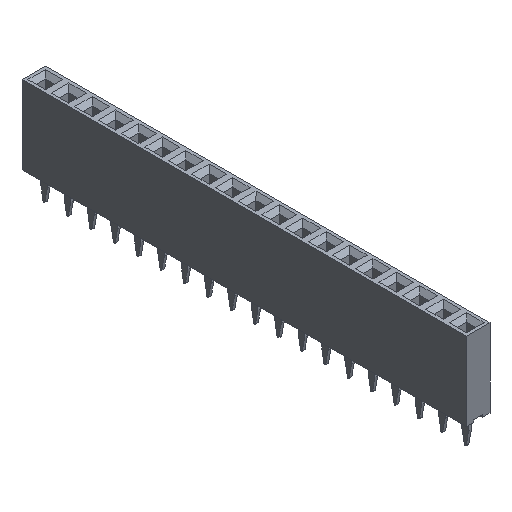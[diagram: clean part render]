
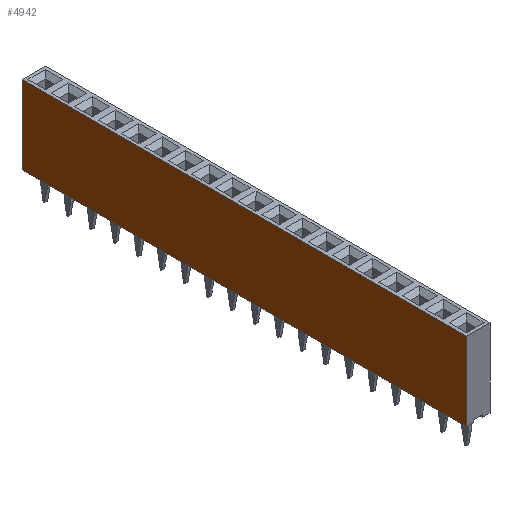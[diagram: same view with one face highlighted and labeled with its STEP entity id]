
A CAD part, isometric view. The second image highlights one B-rep face of the part: STEP entity #4942.
In plain terms, the highlighted planar face has unit normal (-1, 0, 0).
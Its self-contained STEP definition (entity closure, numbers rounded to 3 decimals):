
#4198 = VERTEX_POINT('',#4199);
#4199 = CARTESIAN_POINT('',(-1.27,1.27,8.5));
#4207 = EDGE_CURVE('',#4208,#4198,#4210,.T.);
#4208 = VERTEX_POINT('',#4209);
#4209 = CARTESIAN_POINT('',(-1.27,-46.99,8.5));
#4210 = LINE('',#4211,#4212);
#4211 = CARTESIAN_POINT('',(-1.27,-46.99,8.5));
#4212 = VECTOR('',#4213,1.);
#4213 = DIRECTION('',(0.,1.,0.));
#4884 = VERTEX_POINT('',#4885);
#4885 = CARTESIAN_POINT('',(-1.27,1.27,0.));
#4893 = EDGE_CURVE('',#4884,#4198,#4894,.T.);
#4894 = LINE('',#4895,#4896);
#4895 = CARTESIAN_POINT('',(-1.27,1.27,0.));
#4896 = VECTOR('',#4897,1.);
#4897 = DIRECTION('',(0.,0.,1.));
#4942 = ADVANCED_FACE('',(#4943),#4961,.T.);
#4943 = FACE_BOUND('',#4944,.T.);
#4944 = EDGE_LOOP('',(#4945,#4953,#4954,#4955));
#4945 = ORIENTED_EDGE('',*,*,#4946,.T.);
#4946 = EDGE_CURVE('',#4947,#4208,#4949,.T.);
#4947 = VERTEX_POINT('',#4948);
#4948 = CARTESIAN_POINT('',(-1.27,-46.99,0.));
#4949 = LINE('',#4950,#4951);
#4950 = CARTESIAN_POINT('',(-1.27,-46.99,0.));
#4951 = VECTOR('',#4952,1.);
#4952 = DIRECTION('',(0.,0.,1.));
#4953 = ORIENTED_EDGE('',*,*,#4207,.T.);
#4954 = ORIENTED_EDGE('',*,*,#4893,.F.);
#4955 = ORIENTED_EDGE('',*,*,#4956,.F.);
#4956 = EDGE_CURVE('',#4947,#4884,#4957,.T.);
#4957 = LINE('',#4958,#4959);
#4958 = CARTESIAN_POINT('',(-1.27,-46.99,0.));
#4959 = VECTOR('',#4960,1.);
#4960 = DIRECTION('',(0.,1.,0.));
#4961 = PLANE('',#4962);
#4962 = AXIS2_PLACEMENT_3D('',#4963,#4964,#4965);
#4963 = CARTESIAN_POINT('',(-1.27,-46.99,0.));
#4964 = DIRECTION('',(-1.,0.,0.));
#4965 = DIRECTION('',(0.,1.,0.));
